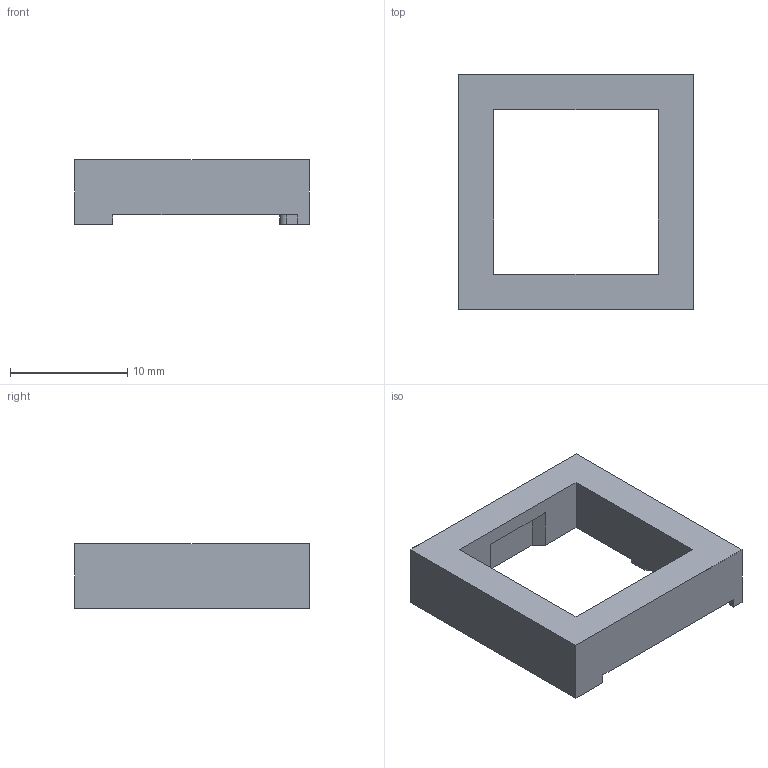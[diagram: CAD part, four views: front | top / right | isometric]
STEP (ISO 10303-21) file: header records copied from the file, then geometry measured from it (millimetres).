
FILE_DESCRIPTION(/* description */ (''),/* implementation_level */ '2;1');
FILE_NAME(/* name */ 'mx-20x20mm-skree.step',/* time_stamp */ '2024-01-18T14:11:23-05:00',/* author */ (''),/* organization */ (''),/* preprocessor_version */ 'ST-DEVELOPER v20',/* originating_system */ 'Autodesk Translation Framework v12.14.0.127',/* authorisation */ '');
FILE_SCHEMA (('AUTOMOTIVE_DESIGN { 1 0 10303 214 3 1 1 }'));
Length unit declared in the file: millimetre
Products named in the file (1): choc and mx buildup
Bounding box: 20 x 20 x 5.5 mm (x, y, z)
Volume: 954.9 mm3; surface area: 1130.3 mm2
Topology: 1 solids, 1 shells, 43 faces, 123 edges, 82 vertices
Faces by surface type: plane 39, cylinder 4
Entity records: 1411 total; most frequent: CARTESIAN_POINT 249, ORIENTED_EDGE 246, DIRECTION 219, EDGE_CURVE 123, LINE 115, VECTOR 115, VERTEX_POINT 82, AXIS2_PLACEMENT_3D 52
